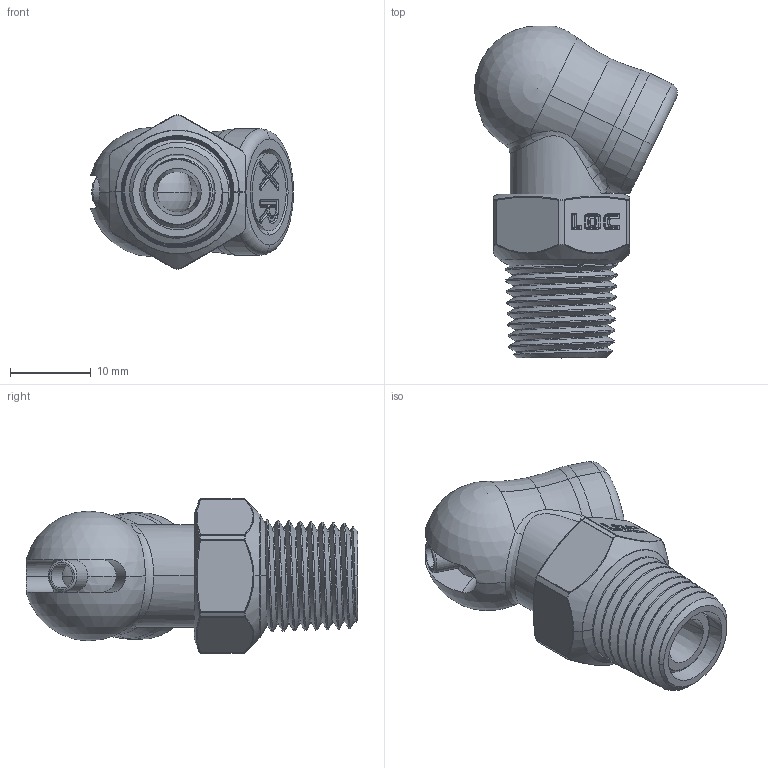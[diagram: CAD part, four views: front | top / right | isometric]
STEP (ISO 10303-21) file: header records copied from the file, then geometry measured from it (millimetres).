
FILE_DESCRIPTION (( 'STEP AP214' ), '1' );
FILE_NAME ('XR 117 X .000 X 1-8.STEP', '2014-11-24T16:05:45', ( '' ), ( '' ), 'SwSTEP 2.0', 'SolidWorks 2012', '' );
FILE_SCHEMA (( 'AUTOMOTIVE_DESIGN' ));
Length unit declared in the file: inch
Products named in the file (6): NPT-1-4-Part-size; NPT-1-8-Part-size; XR Plug; XR Turret_Standard; XRNozzle_.117X.250; XR 117 X .000 X 1-8
Assembly tree (5 placements, depth 2):
  XR 117 X .000 X 1-8
    XRNozzle_.117X.250
    XR Turret_Standard
    XR Plug
    NPT-1-8-Part-size
    NPT-1-4-Part-size
Bounding box: 25.17 x 41.17 x 19.11 mm (x, y, z)
Volume: 8336.1 mm3; surface area: 6578 mm2
Topology: 5 solids, 6 shells, 1061 faces, 2387 edges, 1342 vertices
Faces by surface type: cylinder 373, plane 217, bspline 126, sphere 118, torus 118, cone 109
Entity records: 42506 total; most frequent: CARTESIAN_POINT 19879, DIRECTION 4746, ORIENTED_EDGE 4710, EDGE_CURVE 2355, AXIS2_PLACEMENT_3D 1884, VERTEX_POINT 1333, EDGE_LOOP 1096, FACE_OUTER_BOUND 1061
